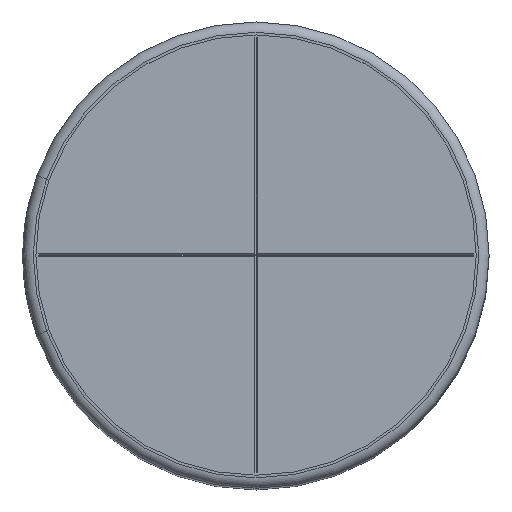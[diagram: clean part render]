
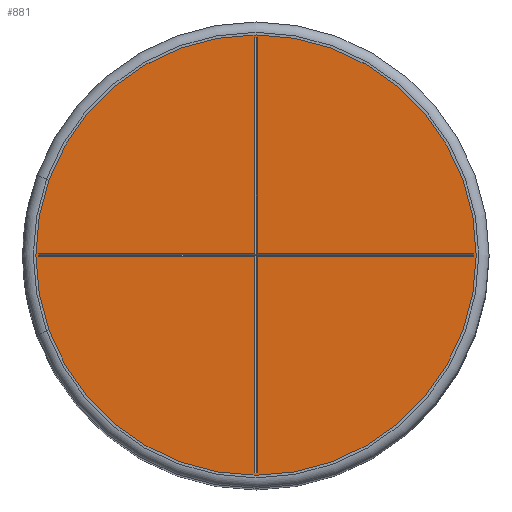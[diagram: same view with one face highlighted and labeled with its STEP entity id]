
A CAD part, top view. The second image highlights one B-rep face of the part: STEP entity #881.
In plain terms, the highlighted planar face has unit normal (0, 0, 1).
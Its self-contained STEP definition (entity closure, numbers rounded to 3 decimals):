
#881=ADVANCED_FACE('',(#1836,#1838),#1840,.T.);
#1836=FACE_BOUND('',#1837,.T.);
#1837=EDGE_LOOP('',(#2607));
#1838=FACE_BOUND('',#1839,.T.);
#1839=EDGE_LOOP('',(#2608,#2609,#2610,#2611,#2612,#2613,#2614,#2615,#2616,#2617,
#2618,#2619));
#1840=PLANE('',#1841);
#1841=AXIS2_PLACEMENT_3D('',#1842,#1843,#1844);
#1842=CARTESIAN_POINT('',(0.,0.,39.9));
#1843=DIRECTION('',(0.,0.,1.));
#1844=DIRECTION('',(1.,0.,0.));
#2607=ORIENTED_EDGE('',*,*,#3005,.T.);
#2608=ORIENTED_EDGE('',*,*,#3033,.T.);
#2609=ORIENTED_EDGE('',*,*,#3034,.T.);
#2610=ORIENTED_EDGE('',*,*,#3035,.T.);
#2611=ORIENTED_EDGE('',*,*,#3036,.T.);
#2612=ORIENTED_EDGE('',*,*,#3037,.T.);
#2613=ORIENTED_EDGE('',*,*,#3038,.T.);
#2614=ORIENTED_EDGE('',*,*,#3039,.T.);
#2615=ORIENTED_EDGE('',*,*,#3040,.T.);
#2616=ORIENTED_EDGE('',*,*,#3041,.T.);
#2617=ORIENTED_EDGE('',*,*,#3042,.T.);
#2618=ORIENTED_EDGE('',*,*,#3043,.T.);
#2619=ORIENTED_EDGE('',*,*,#3044,.T.);
#3005=EDGE_CURVE('',#3520,#3520,#3521,.T.);
#3033=EDGE_CURVE('',#3562,#3563,#3564,.F.);
#3034=EDGE_CURVE('',#3563,#3565,#3566,.F.);
#3035=EDGE_CURVE('',#3565,#3567,#3568,.F.);
#3036=EDGE_CURVE('',#3567,#3569,#3570,.F.);
#3037=EDGE_CURVE('',#3569,#3571,#3572,.F.);
#3038=EDGE_CURVE('',#3571,#3573,#3574,.F.);
#3039=EDGE_CURVE('',#3573,#3575,#3576,.F.);
#3040=EDGE_CURVE('',#3575,#3577,#3578,.F.);
#3041=EDGE_CURVE('',#3577,#3579,#3580,.F.);
#3042=EDGE_CURVE('',#3579,#3581,#3582,.F.);
#3043=EDGE_CURVE('',#3581,#3583,#3584,.F.);
#3044=EDGE_CURVE('',#3583,#3562,#3585,.F.);
#3520=VERTEX_POINT('',#5715);
#3521=CIRCLE('',#5716,8.5);
#3562=VERTEX_POINT('',#5923);
#3563=VERTEX_POINT('',#5924);
#3564=LINE('',#5925,#5926);
#3565=VERTEX_POINT('',#5928);
#3566=LINE('',#5929,#5930);
#3567=VERTEX_POINT('',#5932);
#3568=LINE('',#5933,#5934);
#3569=VERTEX_POINT('',#5936);
#3570=LINE('',#5937,#5938);
#3571=VERTEX_POINT('',#5940);
#3572=LINE('',#5941,#5942);
#3573=VERTEX_POINT('',#5944);
#3574=LINE('',#5945,#5946);
#3575=VERTEX_POINT('',#5948);
#3576=LINE('',#5949,#5950);
#3577=VERTEX_POINT('',#5952);
#3578=LINE('',#5953,#5954);
#3579=VERTEX_POINT('',#5956);
#3580=LINE('',#5957,#5958);
#3581=VERTEX_POINT('',#5960);
#3582=LINE('',#5961,#5962);
#3583=VERTEX_POINT('',#5964);
#3584=LINE('',#5965,#5966);
#3585=LINE('',#5968,#5969);
#5715=CARTESIAN_POINT('',(8.5,0.,39.9));
#5716=AXIS2_PLACEMENT_3D('',#5717,#5718,#5719);
#5717=CARTESIAN_POINT('',(0.,0.,39.9));
#5718=DIRECTION('',(0.,0.,1.));
#5719=DIRECTION('',(1.,0.,0.));
#5923=CARTESIAN_POINT('',(-0.046,-0.05,39.9));
#5924=CARTESIAN_POINT('',(-8.396,-0.05,39.9));
#5925=CARTESIAN_POINT('',(-8.396,-0.05,39.9));
#5926=VECTOR('',#5927,1.);
#5927=DIRECTION('',(1.,0.,0.));
#5928=CARTESIAN_POINT('',(-8.396,0.05,39.9));
#5929=CARTESIAN_POINT('',(-8.396,0.05,39.9));
#5930=VECTOR('',#5931,1.);
#5931=DIRECTION('',(0.,-1.,0.));
#5932=CARTESIAN_POINT('',(-0.046,0.05,39.9));
#5933=CARTESIAN_POINT('',(-0.046,0.05,39.9));
#5934=VECTOR('',#5935,1.);
#5935=DIRECTION('',(-1.,0.,0.));
#5936=CARTESIAN_POINT('',(-0.046,8.4,39.9));
#5937=CARTESIAN_POINT('',(-0.046,8.4,39.9));
#5938=VECTOR('',#5939,1.);
#5939=DIRECTION('',(0.,-1.,0.));
#5940=CARTESIAN_POINT('',(0.054,8.4,39.9));
#5941=CARTESIAN_POINT('',(0.054,8.4,39.9));
#5942=VECTOR('',#5943,1.);
#5943=DIRECTION('',(-1.,0.,0.));
#5944=CARTESIAN_POINT('',(0.054,0.05,39.9));
#5945=CARTESIAN_POINT('',(0.054,0.05,39.9));
#5946=VECTOR('',#5947,1.);
#5947=DIRECTION('',(0.,1.,0.));
#5948=CARTESIAN_POINT('',(8.404,0.05,39.9));
#5949=CARTESIAN_POINT('',(8.404,0.05,39.9));
#5950=VECTOR('',#5951,1.);
#5951=DIRECTION('',(-1.,0.,0.));
#5952=CARTESIAN_POINT('',(8.404,-0.05,39.9));
#5953=CARTESIAN_POINT('',(8.404,-0.05,39.9));
#5954=VECTOR('',#5955,1.);
#5955=DIRECTION('',(0.,1.,0.));
#5956=CARTESIAN_POINT('',(0.054,-0.05,39.9));
#5957=CARTESIAN_POINT('',(0.054,-0.05,39.9));
#5958=VECTOR('',#5959,1.);
#5959=DIRECTION('',(1.,0.,0.));
#5960=CARTESIAN_POINT('',(0.054,-8.4,39.9));
#5961=CARTESIAN_POINT('',(0.054,-8.4,39.9));
#5962=VECTOR('',#5963,1.);
#5963=DIRECTION('',(0.,1.,0.));
#5964=CARTESIAN_POINT('',(-0.046,-8.4,39.9));
#5965=CARTESIAN_POINT('',(-0.046,-8.4,39.9));
#5966=VECTOR('',#5967,1.);
#5967=DIRECTION('',(1.,0.,0.));
#5968=CARTESIAN_POINT('',(-0.046,-0.05,39.9));
#5969=VECTOR('',#5970,1.);
#5970=DIRECTION('',(0.,-1.,0.));
